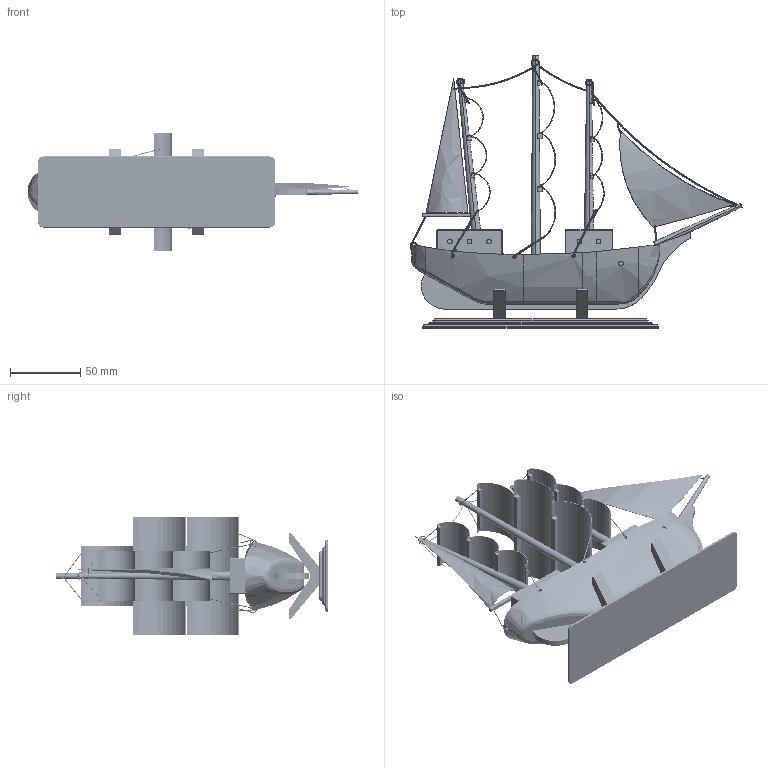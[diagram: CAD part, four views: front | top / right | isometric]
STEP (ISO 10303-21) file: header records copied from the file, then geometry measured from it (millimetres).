
FILE_DESCRIPTION(('FreeCAD Model'),'2;1');
FILE_NAME('Open CASCADE Shape Model','2025-05-05T07:33:39',('FreeCAD'),( 'FreeCAD'),'Open CASCADE STEP processor 7.6','FreeCAD','Unknown');
FILE_SCHEMA(('AUTOMOTIVE_DESIGN { 1 0 10303 214 1 1 1 1 }'));
Products named in the file (1): Open CASCADE STEP translator 7.6 1
Bounding box: 236.68 x 194.18 x 84.38 mm (x, y, z)
Volume: 279801.9 mm3; surface area: 126959 mm2
Topology: 106 solids, 106 shells, 1215 faces, 2659 edges, 1592 vertices
Faces by surface type: bspline 1215
Entity records: 125277 total; most frequent: CARTESIAN_POINT 109930, ORIENTED_EDGE 5198, EDGE_CURVE 2599, VERTEX_POINT 1592, B_SPLINE_CURVE_WITH_KNOTS 1452, FACE_BOUND 1269, EDGE_LOOP 1269, ADVANCED_FACE 1215
